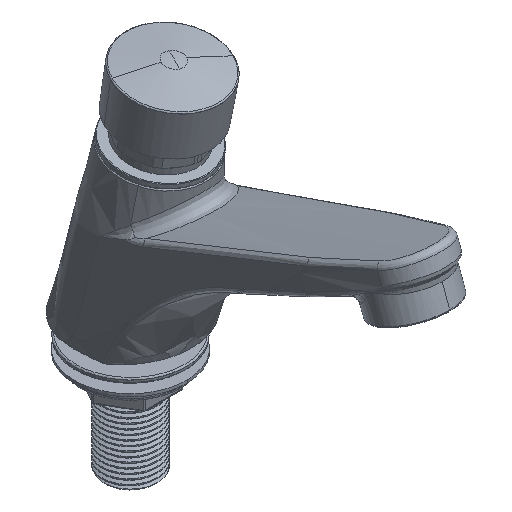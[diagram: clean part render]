
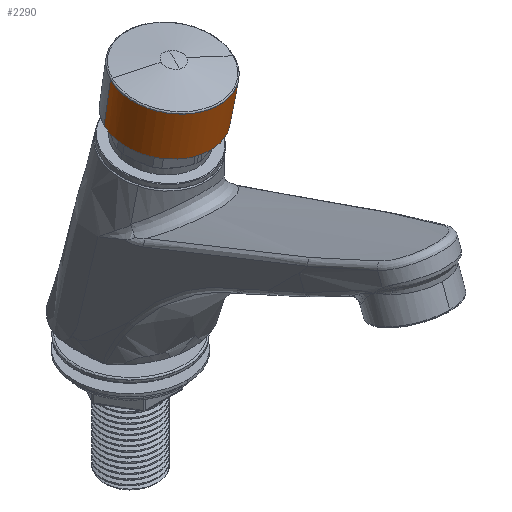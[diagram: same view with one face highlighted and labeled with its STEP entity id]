
A CAD part, isometric view. The second image highlights one B-rep face of the part: STEP entity #2290.
In plain terms, the highlighted free-form (B-spline) face has degree [2, 1] with [9, 2] control points.
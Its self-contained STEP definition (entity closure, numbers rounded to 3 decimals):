
#2290=ADVANCED_FACE('',(#4293),#32870,.T.);
#4293=FACE_OUTER_BOUND('',#6496,.T.);
#6496=EDGE_LOOP('',(#16732,#16733,#16734,#16735));
#16732=ORIENTED_EDGE('',*,*,#22123,.T.);
#16733=ORIENTED_EDGE('',*,*,#22124,.T.);
#16734=ORIENTED_EDGE('',*,*,#22125,.T.);
#16735=ORIENTED_EDGE('',*,*,#22126,.T.);
#22123=EDGE_CURVE('',#30854,#30855,#27409,.T.);
#22124=EDGE_CURVE('',#30855,#30856,#26352,.T.);
#22125=EDGE_CURVE('',#30856,#30857,#27410,.T.);
#22126=EDGE_CURVE('',#30857,#30854,#26353,.T.);
#26352=B_SPLINE_CURVE_WITH_KNOTS('',1,(#71761,#71762),.UNSPECIFIED.,.F.,
 .F.,(2,2),(0.,16.58),.UNSPECIFIED.);
#26353=B_SPLINE_CURVE_WITH_KNOTS('',1,(#71768,#71769),.UNSPECIFIED.,.F.,
 .F.,(2,2),(0.,16.58),.UNSPECIFIED.);
#27409=(
BOUNDED_CURVE()
B_SPLINE_CURVE(2,(#71756,#71757,#71758,#71759,#71760),.UNSPECIFIED.,.F.,
 .F.)
B_SPLINE_CURVE_WITH_KNOTS((3,2,3),(0.,27.489,54.978),
 .UNSPECIFIED.)
CURVE()
GEOMETRIC_REPRESENTATION_ITEM()
RATIONAL_B_SPLINE_CURVE((1.,0.707,1.,0.707,1.))
REPRESENTATION_ITEM('')
);
#27410=(
BOUNDED_CURVE()
B_SPLINE_CURVE(2,(#71763,#71764,#71765,#71766,#71767),.UNSPECIFIED.,.F.,
 .F.)
B_SPLINE_CURVE_WITH_KNOTS((3,2,3),(0.,28.025,56.05),
 .UNSPECIFIED.)
CURVE()
GEOMETRIC_REPRESENTATION_ITEM()
RATIONAL_B_SPLINE_CURVE((1.,0.707,1.,0.707,1.))
REPRESENTATION_ITEM('')
);
#30854=VERTEX_POINT('',#71670);
#30855=VERTEX_POINT('',#71671);
#30856=VERTEX_POINT('',#71672);
#30857=VERTEX_POINT('',#71673);
#32870=(
BOUNDED_SURFACE()
B_SPLINE_SURFACE(2,1,((#70962,#70963),(#70964,#70965),(#70966,#70967),(#70968,
#70969),(#70970,#70971),(#70972,#70973),(#70974,#70975),(#70976,#70977),
(#70978,#70979)),.UNSPECIFIED.,.T.,.F.,.F.)
B_SPLINE_SURFACE_WITH_KNOTS((3,2,2,2,3),(2,2),(0.,1.571,3.142,
4.712,6.283),(0.,32.135),.UNSPECIFIED.)
GEOMETRIC_REPRESENTATION_ITEM()
RATIONAL_B_SPLINE_SURFACE(((1.,1.),(0.707,0.707),
(1.,1.),(0.707,0.707),(1.,1.),(0.707,
0.707),(1.,1.),(0.707,0.707),(1.,1.)))
REPRESENTATION_ITEM('')
SURFACE()
);
#70962=CARTESIAN_POINT('',(6.614,4.255,66.211));
#70963=CARTESIAN_POINT('',(6.866,-0.722,97.957));
#70964=CARTESIAN_POINT('',(-9.416,10.768,67.359));
#70965=CARTESIAN_POINT('',(-9.775,6.04,99.15));
#70966=CARTESIAN_POINT('',(-16.03,-5.018,64.576));
#70967=CARTESIAN_POINT('',(-16.641,-10.349,96.26));
#70968=CARTESIAN_POINT('',(-22.644,-20.805,61.792));
#70969=CARTESIAN_POINT('',(-23.508,-26.737,93.37));
#70970=CARTESIAN_POINT('',(-6.614,-27.318,60.644));
#70971=CARTESIAN_POINT('',(-6.866,-33.499,92.178));
#70972=CARTESIAN_POINT('',(9.416,-33.832,59.495));
#70973=CARTESIAN_POINT('',(9.775,-40.262,90.986));
#70974=CARTESIAN_POINT('',(16.03,-18.045,62.279));
#70975=CARTESIAN_POINT('',(16.641,-23.873,93.875));
#70976=CARTESIAN_POINT('',(22.644,-2.259,65.062));
#70977=CARTESIAN_POINT('',(23.508,-7.484,96.765));
#70978=CARTESIAN_POINT('',(6.614,4.255,66.211));
#70979=CARTESIAN_POINT('',(6.866,-0.722,97.957));
#71670=CARTESIAN_POINT('',(-16.177,-6.3,72.196));
#71671=CARTESIAN_POINT('',(16.177,-19.447,69.878));
#71672=CARTESIAN_POINT('',(16.493,-22.454,86.18));
#71673=CARTESIAN_POINT('',(-16.493,-9.05,88.543));
#71756=CARTESIAN_POINT('',(-16.177,-6.3,72.196));
#71757=CARTESIAN_POINT('',(-22.852,-22.231,69.387));
#71758=CARTESIAN_POINT('',(-6.675,-28.805,68.228));
#71759=CARTESIAN_POINT('',(9.502,-35.378,67.068));
#71760=CARTESIAN_POINT('',(16.177,-19.447,69.878));
#71761=CARTESIAN_POINT('',(16.177,-19.447,69.878));
#71762=CARTESIAN_POINT('',(16.493,-22.454,86.18));
#71763=CARTESIAN_POINT('',(16.493,-22.454,86.18));
#71764=CARTESIAN_POINT('',(9.688,-38.696,83.316));
#71765=CARTESIAN_POINT('',(-6.805,-31.994,84.497));
#71766=CARTESIAN_POINT('',(-23.298,-25.292,85.679));
#71767=CARTESIAN_POINT('',(-16.493,-9.05,88.543));
#71768=CARTESIAN_POINT('',(-16.493,-9.05,88.543));
#71769=CARTESIAN_POINT('',(-16.177,-6.3,72.196));
